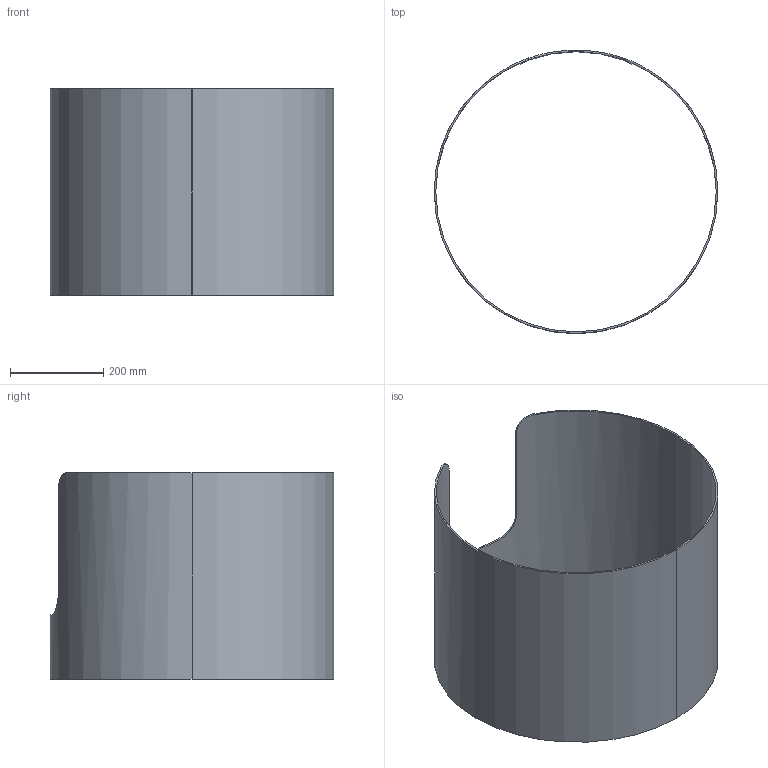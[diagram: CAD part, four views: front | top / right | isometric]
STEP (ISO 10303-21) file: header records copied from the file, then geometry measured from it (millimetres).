
FILE_DESCRIPTION (( 'STEP AP203' ), '1' );
FILE_NAME ('SSA-700.STEP', '2021-03-16T17:14:13', ( '' ), ( '' ), 'SwSTEP 2.0', 'SolidWorks 2021', '' );
FILE_SCHEMA (( 'CONFIG_CONTROL_DESIGN' ));
Length unit declared in the file: inch
Products named in the file (1): SSA-700
Bounding box: 609.6 x 609.6 x 443.26 mm (x, y, z)
Volume: 2855805.5 mm3; surface area: 1580534.1 mm2
Topology: 1 solids, 1 shells, 18 faces, 48 edges, 32 vertices
Faces by surface type: plane 8, cylinder 6, bspline 4
Entity records: 1824 total; most frequent: CARTESIAN_POINT 1320, ORIENTED_EDGE 96, DIRECTION 78, EDGE_CURVE 48, VERTEX_POINT 32, AXIS2_PLACEMENT_3D 31, FACE_OUTER_BOUND 18, ADVANCED_FACE 18
